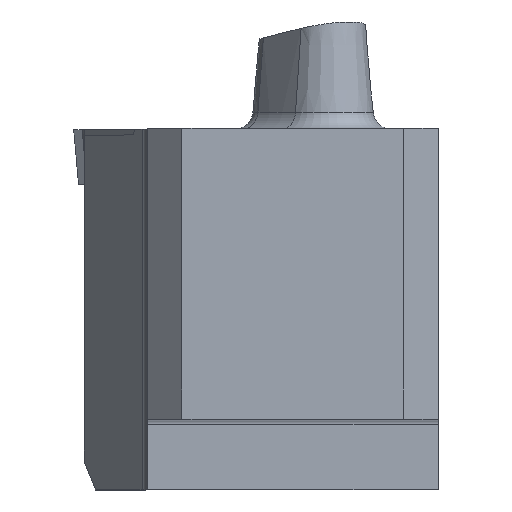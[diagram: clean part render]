
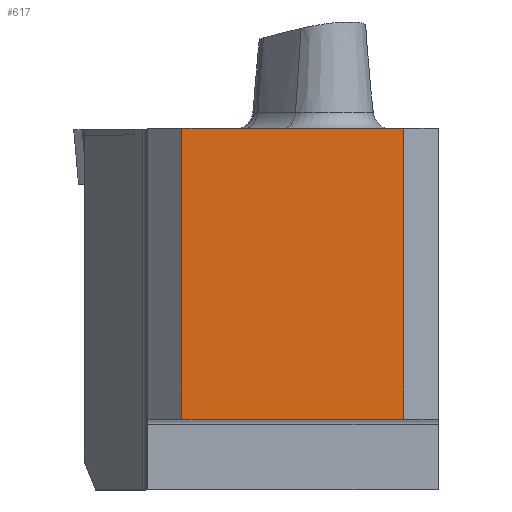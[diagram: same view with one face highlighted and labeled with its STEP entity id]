
A CAD part, top view. The second image highlights one B-rep face of the part: STEP entity #617.
In plain terms, the highlighted planar face has unit normal (0, 0, 1).
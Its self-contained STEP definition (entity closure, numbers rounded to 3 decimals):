
#184=FACE_OUTER_BOUND('',#818,.T.);
#303=LINE('',#3104,#429);
#304=LINE('',#3107,#430);
#305=LINE('',#3109,#431);
#306=LINE('',#3111,#432);
#429=VECTOR('',#2383,1.);
#430=VECTOR('',#2384,1.);
#431=VECTOR('',#2385,1.);
#432=VECTOR('',#2386,1.);
#617=ADVANCED_FACE('CU_BACK_SU1',(#184),#713,.F.);
#713=PLANE('',#2064);
#818=EDGE_LOOP('',(#1067,#1068,#1069,#1070));
#1067=ORIENTED_EDGE('',*,*,#1727,.F.);
#1068=ORIENTED_EDGE('',*,*,#1728,.T.);
#1069=ORIENTED_EDGE('',*,*,#1729,.T.);
#1070=ORIENTED_EDGE('',*,*,#1730,.F.);
#1523=VERTEX_POINT('',#3105);
#1524=VERTEX_POINT('',#3106);
#1525=VERTEX_POINT('',#3108);
#1526=VERTEX_POINT('',#3110);
#1727=EDGE_CURVE('',#1523,#1524,#303,.T.);
#1728=EDGE_CURVE('',#1523,#1525,#304,.T.);
#1729=EDGE_CURVE('',#1525,#1526,#305,.T.);
#1730=EDGE_CURVE('',#1524,#1526,#306,.T.);
#2064=AXIS2_PLACEMENT_3D('',#3112,#2387,#2388);
#2383=DIRECTION('',(0.,1.,0.));
#2384=DIRECTION('',(1.,0.,0.));
#2385=DIRECTION('',(0.,1.,0.));
#2386=DIRECTION('',(1.,0.,0.));
#2387=DIRECTION('',(0.,0.,-1.));
#2388=DIRECTION('',(-1.,0.,0.));
#3104=CARTESIAN_POINT('',(-22.325,0.,0.));
#3105=CARTESIAN_POINT('',(-22.325,0.,0.));
#3106=CARTESIAN_POINT('',(-22.325,25.325,0.));
#3107=CARTESIAN_POINT('',(-110.,0.,0.));
#3108=CARTESIAN_POINT('',(-3.,0.,0.));
#3109=CARTESIAN_POINT('',(-3.,0.,0.));
#3110=CARTESIAN_POINT('',(-3.,25.325,0.));
#3111=CARTESIAN_POINT('',(-110.,25.325,0.));
#3112=CARTESIAN_POINT('',(17.766,45.325,0.));
